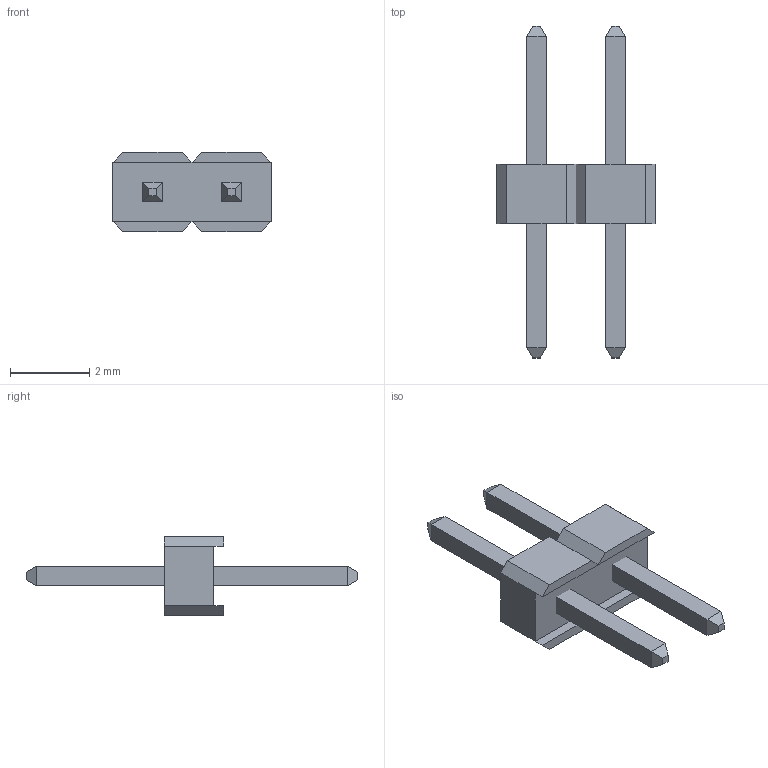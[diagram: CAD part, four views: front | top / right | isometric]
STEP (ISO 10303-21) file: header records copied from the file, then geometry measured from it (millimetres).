
FILE_DESCRIPTION(('STEP AP214'),'1');
FILE_NAME(' ',' ',('TraceParts'),('TraceParts S.A.'),'XStep 1.0',' ',' ');
FILE_SCHEMA(('automotive_design'));
Length unit declared in the file: millimetre
Products named in the file (3): M22-201_ASM|Next assembly relationship;M22-201-MOULD; M22-201_ASM|Next assembly relationship;M22-201-PIN
Bounding box: 4 x 8.4 x 2 mm (x, y, z)
Volume: 13.7 mm3; surface area: 71.4 mm2
Topology: 3 solids, 3 shells, 60 faces, 138 edges, 84 vertices
Faces by surface type: bspline 60
Entity records: 3298 total; most frequent: CARTESIAN_POINT 465, STYLED_ITEM 285, PRESENTATION_STYLE_ASSIGNMENT 285, COLOUR_RGB 285, ORIENTED_EDGE 276, DIRECTION 144, EDGE_CURVE 138, CURVE_STYLE 138
